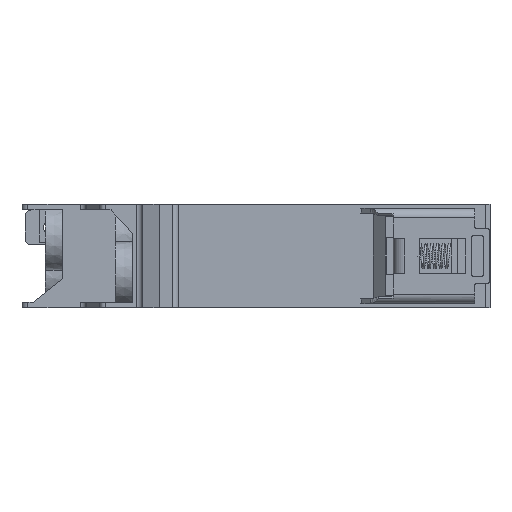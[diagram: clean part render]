
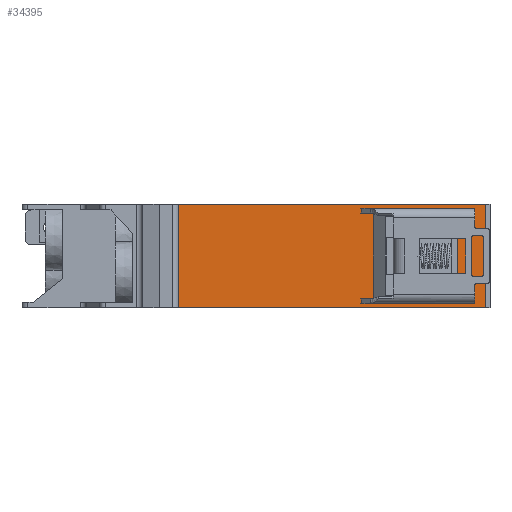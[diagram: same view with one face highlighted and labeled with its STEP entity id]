
A CAD part, front view. The second image highlights one B-rep face of the part: STEP entity #34395.
In plain terms, the highlighted planar face has unit normal (0, -1, 0).
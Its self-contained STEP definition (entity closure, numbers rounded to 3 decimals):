
#27618=DIRECTION('',(-1.,0.,0.));
#27619=VECTOR('',#27618,54.8);
#27620=CARTESIAN_POINT('',(65.193,10.74,-17.8));
#27621=LINE('',#27620,#27619);
#28869=DIRECTION('',(0.,0.,1.));
#28870=VECTOR('',#28869,17.8);
#28871=CARTESIAN_POINT('',(65.193,10.74,-17.8));
#28872=LINE('',#28871,#28870);
#28876=DIRECTION('',(0.,0.,-1.));
#28877=VECTOR('',#28876,17.8);
#28878=CARTESIAN_POINT('',(10.393,10.74,0.));
#28879=LINE('',#28878,#28877);
#28883=DIRECTION('',(-1.,0.,0.));
#28884=VECTOR('',#28883,54.8);
#28885=CARTESIAN_POINT('',(65.193,10.74,0.));
#28886=LINE('',#28885,#28884);
#28890=DIRECTION('',(0.,0.,1.));
#28891=VECTOR('',#28890,11.3);
#28892=CARTESIAN_POINT('',(45.893,10.74,-14.55));
#28893=LINE('',#28892,#28891);
#28897=DIRECTION('',(-1.,0.,0.));
#28898=VECTOR('',#28897,14.4);
#28899=CARTESIAN_POINT('',(60.293,10.74,-14.55));
#28900=LINE('',#28899,#28898);
#28904=DIRECTION('',(0.,0.,-1.));
#28905=VECTOR('',#28904,11.3);
#28906=CARTESIAN_POINT('',(60.293,10.74,-3.25));
#28907=LINE('',#28906,#28905);
#30162=DIRECTION('',(-1.,0.,0.));
#30163=VECTOR('',#30162,14.4);
#30164=CARTESIAN_POINT('',(60.293,10.74,-3.25));
#30165=LINE('',#30164,#30163);
#31494=CARTESIAN_POINT('',(45.893,10.74,-3.25));
#31496=VERTEX_POINT('',#31494);
#31583=CARTESIAN_POINT('',(10.393,10.74,-17.8));
#31585=VERTEX_POINT('',#31583);
#31684=CARTESIAN_POINT('',(60.293,10.74,-14.55));
#31686=VERTEX_POINT('',#31684);
#31727=CARTESIAN_POINT('',(45.893,10.74,-14.55));
#31729=VERTEX_POINT('',#31727);
#32173=CARTESIAN_POINT('',(10.393,10.74,0.));
#32174=VERTEX_POINT('',#32173);
#32191=CARTESIAN_POINT('',(65.193,10.74,0.));
#32192=VERTEX_POINT('',#32191);
#32213=CARTESIAN_POINT('',(60.293,10.74,-3.25));
#32214=VERTEX_POINT('',#32213);
#32283=CARTESIAN_POINT('',(65.193,10.74,-17.8));
#32284=VERTEX_POINT('',#32283);
#34373=CARTESIAN_POINT('',(10.393,10.74,-17.8));
#34374=DIRECTION('',(0.,-1.,0.));
#34375=DIRECTION('',(1.,0.,0.));
#34376=AXIS2_PLACEMENT_3D('',#34373,#34374,#34375);
#34377=PLANE('',#34376);
#34379=ORIENTED_EDGE('',*,*,#34378,.F.);
#34380=ORIENTED_EDGE('',*,*,#33073,.T.);
#34381=ORIENTED_EDGE('',*,*,#34359,.F.);
#34382=ORIENTED_EDGE('',*,*,#32705,.F.);
#34383=EDGE_LOOP('',(#34379,#34380,#34381,#34382));
#34384=FACE_OUTER_BOUND('',#34383,.F.);
#34386=ORIENTED_EDGE('',*,*,#34385,.T.);
#34388=ORIENTED_EDGE('',*,*,#34387,.F.);
#34390=ORIENTED_EDGE('',*,*,#34389,.F.);
#34392=ORIENTED_EDGE('',*,*,#34391,.F.);
#34393=EDGE_LOOP('',(#34386,#34388,#34390,#34392));
#34394=FACE_BOUND('',#34393,.F.);
#32705=EDGE_CURVE('',#32192,#32174,#28886,.T.);
#33073=EDGE_CURVE('',#32284,#31585,#27621,.T.);
#34359=EDGE_CURVE('',#32174,#31585,#28879,.T.);
#34378=EDGE_CURVE('',#32284,#32192,#28872,.T.);
#34385=EDGE_CURVE('',#32214,#31496,#30165,.T.);
#34387=EDGE_CURVE('',#31729,#31496,#28893,.T.);
#34389=EDGE_CURVE('',#31686,#31729,#28900,.T.);
#34391=EDGE_CURVE('',#32214,#31686,#28907,.T.);
#34395=ADVANCED_FACE('',(#34384,#34394),#34377,.T.);
